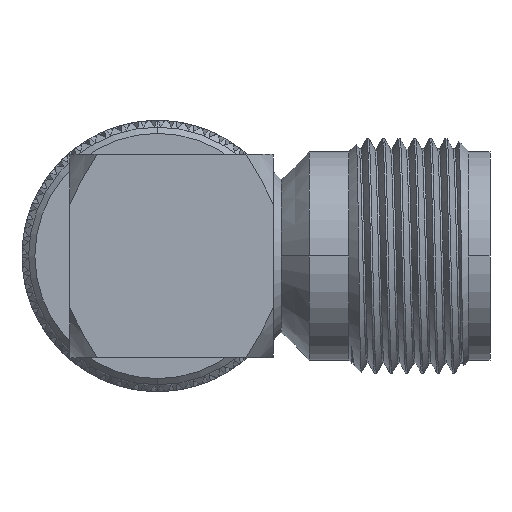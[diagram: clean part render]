
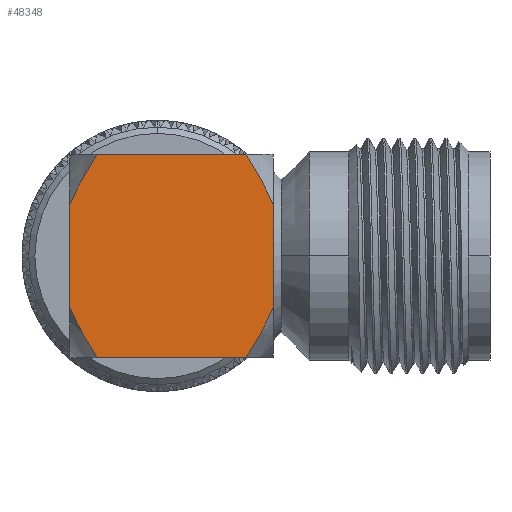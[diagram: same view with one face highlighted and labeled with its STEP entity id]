
A CAD part, front view. The second image highlights one B-rep face of the part: STEP entity #48348.
In plain terms, the highlighted planar face has unit normal (0, -1, 0).
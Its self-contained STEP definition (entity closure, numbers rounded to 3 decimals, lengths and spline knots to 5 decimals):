
#3632 = CARTESIAN_POINT ( 'NONE',  ( 0.37, -0.28, 0.165 ) ) ;
#4367 = CARTESIAN_POINT ( 'NONE',  ( 0.29903, -0.28, 0.29939 ) ) ;
#5270 = CARTESIAN_POINT ( 'NONE',  ( 0.29912, -0.28, -0.29924 ) ) ;
#5696 = CARTESIAN_POINT ( 'NONE',  ( -0.25421, -0.28, -0.22034 ) ) ;
#9068 = PLANE ( 'NONE',  #19437 ) ;
#9148 = VECTOR ( 'NONE', #49951, 39.37008 ) ;
#9414 = CARTESIAN_POINT ( 'NONE',  ( -0.28, -0.28, 0.325 ) ) ;
#11730 = LINE ( 'NONE', #99636, #9148 ) ;
#12645 = EDGE_CURVE ( 'NONE', #88843, #105703, #94511, .T. ) ;
#13287 = CARTESIAN_POINT ( 'NONE',  ( 0.31489, -0.28, -0.27318 ) ) ;
#14755 = LINE ( 'NONE', #25329, #17306 ) ;
#14904 = CARTESIAN_POINT ( 'NONE',  ( 0.37, -0.28, 0.165 ) ) ;
#16349 = VERTEX_POINT ( 'NONE', #34966 ) ;
#17306 = VECTOR ( 'NONE', #101474, 39.37008 ) ;
#19437 = AXIS2_PLACEMENT_3D ( 'NONE', #9414, #101153, #34042 ) ;
#19782 = FACE_OUTER_BOUND ( 'NONE', #22631, .T. ) ;
#21710 = B_SPLINE_CURVE_WITH_KNOTS ( 'NONE', 3,
 ( #81111, #31449, #48089, #5696, #56428, #30740 ),
 .UNSPECIFIED., .F., .F.,
 ( 4, 2, 4 ),
 ( 0.01565, 0.01796, 0.02028 ),
 .UNSPECIFIED. ) ;
#22631 = EDGE_LOOP ( 'NONE', ( #84660, #104068, #75551, #102250, #93094, #43099, #58489, #46891 ) ) ;
#24115 = EDGE_CURVE ( 'NONE', #69121, #90133, #21710, .T. ) ;
#25224 = CARTESIAN_POINT ( 'NONE',  ( -0.19275, -0.28, 0.325 ) ) ;
#25329 = CARTESIAN_POINT ( 'NONE',  ( -0.28, -0.28, -0.325 ) ) ;
#25832 = EDGE_CURVE ( 'NONE', #69121, #100528, #14755, .T. ) ;
#26659 = LINE ( 'NONE', #52392, #53893 ) ;
#30610 = EDGE_CURVE ( 'NONE', #90622, #88843, #26659, .T. ) ;
#30740 = CARTESIAN_POINT ( 'NONE',  ( -0.28, -0.28, -0.165 ) ) ;
#31449 = CARTESIAN_POINT ( 'NONE',  ( -0.20903, -0.28, -0.29939 ) ) ;
#32496 = CARTESIAN_POINT ( 'NONE',  ( -0.28, -0.28, 0.165 ) ) ;
#34042 = DIRECTION ( 'NONE',  ( 0., 0., 1. ) ) ;
#34966 = CARTESIAN_POINT ( 'NONE',  ( 0.37, -0.28, -0.165 ) ) ;
#36633 = CARTESIAN_POINT ( 'NONE',  ( 0.31474, -0.28, 0.27344 ) ) ;
#36792 = CARTESIAN_POINT ( 'NONE',  ( 0.34436, -0.28, -0.22004 ) ) ;
#40418 = CARTESIAN_POINT ( 'NONE',  ( -0.26808, -0.28, 0.19297 ) ) ;
#43099 = ORIENTED_EDGE ( 'NONE', *, *, #25832, .T. ) ;
#44714 = DIRECTION ( 'NONE',  ( 1., 0., 0. ) ) ;
#46891 = ORIENTED_EDGE ( 'NONE', *, *, #63028, .F. ) ;
#48089 = CARTESIAN_POINT ( 'NONE',  ( -0.22474, -0.28, -0.27344 ) ) ;
#48166 = CARTESIAN_POINT ( 'NONE',  ( -0.28, -0.28, -0.165 ) ) ;
#48348 = ADVANCED_FACE ( 'NONE', ( #19782 ), #9068, .F. ) ;
#49951 = DIRECTION ( 'NONE',  ( 0., 0., -1. ) ) ;
#51107 = EDGE_CURVE ( 'NONE', #16349, #100528, #58505, .T. ) ;
#52392 = CARTESIAN_POINT ( 'NONE',  ( -0.28, -0.28, 0.325 ) ) ;
#53863 = CARTESIAN_POINT ( 'NONE',  ( 0.37, -0.28, -0.165 ) ) ;
#53893 = VECTOR ( 'NONE', #44714, 39.37008 ) ;
#55970 = VECTOR ( 'NONE', #77151, 39.37008 ) ;
#56428 = CARTESIAN_POINT ( 'NONE',  ( -0.26801, -0.28, -0.19315 ) ) ;
#58489 = ORIENTED_EDGE ( 'NONE', *, *, #51107, .F. ) ;
#58505 = B_SPLINE_CURVE_WITH_KNOTS ( 'NONE', 3,
 ( #53863, #78557, #36792, #13287, #5270, #62219 ),
 .UNSPECIFIED., .F., .F.,
 ( 4, 2, 4 ),
 ( 0.02893, 0.03126, 0.03358 ),
 .UNSPECIFIED. ) ;
#60627 = CARTESIAN_POINT ( 'NONE',  ( 0.28275, -0.28, 0.325 ) ) ;
#60979 = CARTESIAN_POINT ( 'NONE',  ( 0.34421, -0.28, 0.22034 ) ) ;
#61125 = LINE ( 'NONE', #94452, #55970 ) ;
#61193 = EDGE_CURVE ( 'NONE', #67822, #90133, #61125, .T. ) ;
#62219 = CARTESIAN_POINT ( 'NONE',  ( 0.28275, -0.28, -0.325 ) ) ;
#63028 = EDGE_CURVE ( 'NONE', #105703, #16349, #11730, .T. ) ;
#67822 = VERTEX_POINT ( 'NONE', #94814 ) ;
#69121 = VERTEX_POINT ( 'NONE', #82474 ) ;
#69423 = CARTESIAN_POINT ( 'NONE',  ( 0.28275, -0.28, -0.325 ) ) ;
#72057 = EDGE_CURVE ( 'NONE', #67822, #90622, #105058, .T. ) ;
#74911 = CARTESIAN_POINT ( 'NONE',  ( -0.25436, -0.28, 0.22004 ) ) ;
#75551 = ORIENTED_EDGE ( 'NONE', *, *, #72057, .F. ) ;
#77151 = DIRECTION ( 'NONE',  ( 0., 0., -1. ) ) ;
#78557 = CARTESIAN_POINT ( 'NONE',  ( 0.35808, -0.28, -0.19297 ) ) ;
#81111 = CARTESIAN_POINT ( 'NONE',  ( -0.19275, -0.28, -0.325 ) ) ;
#82474 = CARTESIAN_POINT ( 'NONE',  ( -0.19275, -0.28, -0.325 ) ) ;
#84660 = ORIENTED_EDGE ( 'NONE', *, *, #12645, .F. ) ;
#85678 = CARTESIAN_POINT ( 'NONE',  ( -0.19275, -0.28, 0.325 ) ) ;
#87225 = CARTESIAN_POINT ( 'NONE',  ( 0.28275, -0.28, 0.325 ) ) ;
#88843 = VERTEX_POINT ( 'NONE', #87225 ) ;
#90133 = VERTEX_POINT ( 'NONE', #48166 ) ;
#90622 = VERTEX_POINT ( 'NONE', #85678 ) ;
#93094 = ORIENTED_EDGE ( 'NONE', *, *, #24115, .F. ) ;
#94452 = CARTESIAN_POINT ( 'NONE',  ( -0.28, -0.28, 0.325 ) ) ;
#94511 = B_SPLINE_CURVE_WITH_KNOTS ( 'NONE', 3,
 ( #60627, #4367, #36633, #60979, #94632, #3632 ),
 .UNSPECIFIED., .F., .F.,
 ( 4, 2, 4 ),
 ( 0.01565, 0.01796, 0.02028 ),
 .UNSPECIFIED. ) ;
#94632 = CARTESIAN_POINT ( 'NONE',  ( 0.35801, -0.28, 0.19315 ) ) ;
#94814 = CARTESIAN_POINT ( 'NONE',  ( -0.28, -0.28, 0.165 ) ) ;
#99555 = CARTESIAN_POINT ( 'NONE',  ( -0.20912, -0.28, 0.29924 ) ) ;
#99636 = CARTESIAN_POINT ( 'NONE',  ( 0.37, -0.28, 0.325 ) ) ;
#100528 = VERTEX_POINT ( 'NONE', #69423 ) ;
#101153 = DIRECTION ( 'NONE',  ( 0., 1., 0. ) ) ;
#101474 = DIRECTION ( 'NONE',  ( 1., 0., 0. ) ) ;
#102250 = ORIENTED_EDGE ( 'NONE', *, *, #61193, .T. ) ;
#104068 = ORIENTED_EDGE ( 'NONE', *, *, #30610, .F. ) ;
#105058 = B_SPLINE_CURVE_WITH_KNOTS ( 'NONE', 3,
 ( #32496, #40418, #74911, #107583, #99555, #25224 ),
 .UNSPECIFIED., .F., .F.,
 ( 4, 2, 4 ),
 ( 0.02893, 0.03126, 0.03358 ),
 .UNSPECIFIED. ) ;
#105703 = VERTEX_POINT ( 'NONE', #14904 ) ;
#107583 = CARTESIAN_POINT ( 'NONE',  ( -0.22489, -0.28, 0.27318 ) ) ;
